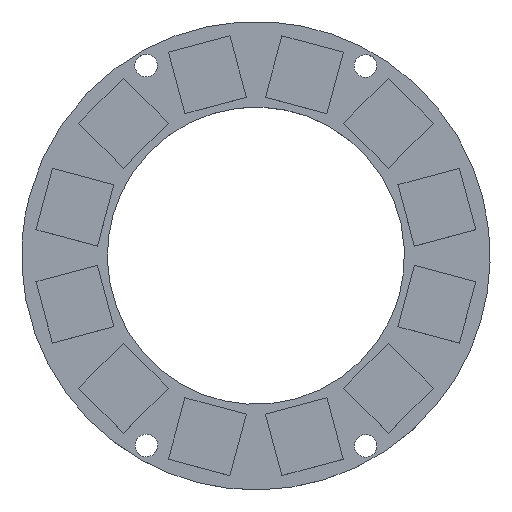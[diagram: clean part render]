
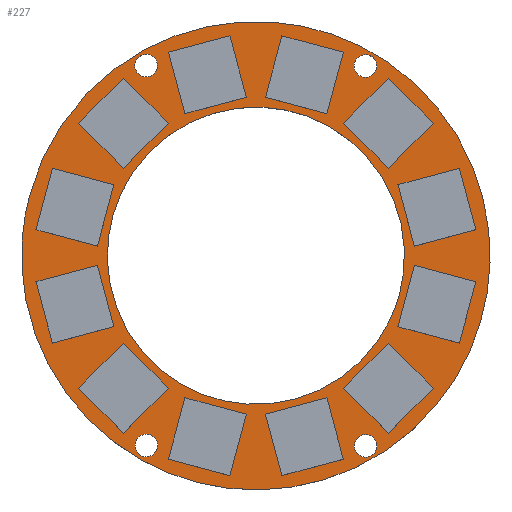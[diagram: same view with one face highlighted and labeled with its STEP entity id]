
A CAD part, top view. The second image highlights one B-rep face of the part: STEP entity #227.
In plain terms, the highlighted planar face has unit normal (0, 0, 1).
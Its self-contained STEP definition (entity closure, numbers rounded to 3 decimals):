
#211=FACE_BOUND('',#388,.T.);
#212=FACE_BOUND('',#389,.T.);
#213=FACE_BOUND('',#390,.T.);
#214=FACE_BOUND('',#391,.T.);
#215=FACE_BOUND('',#392,.T.);
#227=ADVANCED_FACE('',(#307,#211,#212,#213,#214,#215),#1083,.T.);
#307=FACE_OUTER_BOUND('',#387,.T.);
#387=EDGE_LOOP('',(#495));
#388=EDGE_LOOP('',(#496));
#389=EDGE_LOOP('',(#497));
#390=EDGE_LOOP('',(#498));
#391=EDGE_LOOP('',(#499));
#392=EDGE_LOOP('',(#500));
#495=ORIENTED_EDGE('',*,*,#795,.F.);
#496=ORIENTED_EDGE('',*,*,#798,.F.);
#497=ORIENTED_EDGE('',*,*,#801,.F.);
#498=ORIENTED_EDGE('',*,*,#804,.F.);
#499=ORIENTED_EDGE('',*,*,#807,.F.);
#500=ORIENTED_EDGE('',*,*,#810,.F.);
#795=EDGE_CURVE('',#975,#975,#957,.T.);
#798=EDGE_CURVE('',#977,#977,#960,.T.);
#801=EDGE_CURVE('',#979,#979,#963,.T.);
#804=EDGE_CURVE('',#981,#981,#966,.T.);
#807=EDGE_CURVE('',#983,#983,#969,.T.);
#810=EDGE_CURVE('',#985,#985,#972,.T.);
#957=(
BOUNDED_CURVE()
B_SPLINE_CURVE(2,(#1411,#1412,#1413,#1414,#1415,#1416,#1417,#1418,#1419),
 .UNSPECIFIED.,.T.,.F.)
B_SPLINE_CURVE_WITH_KNOTS((3,2,2,2,3),(-173.557,-144.631,
-115.705,-86.779,-57.852),.UNSPECIFIED.)
CURVE()
GEOMETRIC_REPRESENTATION_ITEM()
RATIONAL_B_SPLINE_CURVE((1.,0.707,1.,0.707,1.,0.707,
1.,0.707,1.))
REPRESENTATION_ITEM('')
);
#960=(
BOUNDED_CURVE()
B_SPLINE_CURVE(2,(#1431,#1432,#1433,#1434,#1435,#1436,#1437,#1438,#1439),
 .UNSPECIFIED.,.T.,.F.)
B_SPLINE_CURVE_WITH_KNOTS((3,2,2,2,3),(-57.852,-39.499,
-21.146,-2.793,15.56),.UNSPECIFIED.)
CURVE()
GEOMETRIC_REPRESENTATION_ITEM()
RATIONAL_B_SPLINE_CURVE((1.,0.707,1.,0.707,1.,0.707,
1.,0.707,1.))
REPRESENTATION_ITEM('')
);
#963=(
BOUNDED_CURVE()
B_SPLINE_CURVE(2,(#1451,#1452,#1453,#1454,#1455,#1456,#1457,#1458,#1459),
 .UNSPECIFIED.,.T.,.F.)
B_SPLINE_CURVE_WITH_KNOTS((3,2,2,2,3),(15.56,16.346,
17.131,17.917,18.702),.UNSPECIFIED.)
CURVE()
GEOMETRIC_REPRESENTATION_ITEM()
RATIONAL_B_SPLINE_CURVE((1.,0.707,1.,0.707,1.,0.707,
1.,0.707,1.))
REPRESENTATION_ITEM('')
);
#966=(
BOUNDED_CURVE()
B_SPLINE_CURVE(2,(#1471,#1472,#1473,#1474,#1475,#1476,#1477,#1478,#1479),
 .UNSPECIFIED.,.T.,.F.)
B_SPLINE_CURVE_WITH_KNOTS((3,2,2,2,3),(18.702,19.487,
20.273,21.058,21.843),.UNSPECIFIED.)
CURVE()
GEOMETRIC_REPRESENTATION_ITEM()
RATIONAL_B_SPLINE_CURVE((1.,0.707,1.,0.707,1.,0.707,
1.,0.707,1.))
REPRESENTATION_ITEM('')
);
#969=(
BOUNDED_CURVE()
B_SPLINE_CURVE(2,(#1491,#1492,#1493,#1494,#1495,#1496,#1497,#1498,#1499),
 .UNSPECIFIED.,.T.,.F.)
B_SPLINE_CURVE_WITH_KNOTS((3,2,2,2,3),(21.843,22.629,
23.414,24.2,24.985),.UNSPECIFIED.)
CURVE()
GEOMETRIC_REPRESENTATION_ITEM()
RATIONAL_B_SPLINE_CURVE((1.,0.707,1.,0.707,1.,0.707,
1.,0.707,1.))
REPRESENTATION_ITEM('')
);
#972=(
BOUNDED_CURVE()
B_SPLINE_CURVE(2,(#1511,#1512,#1513,#1514,#1515,#1516,#1517,#1518,#1519),
 .UNSPECIFIED.,.T.,.F.)
B_SPLINE_CURVE_WITH_KNOTS((3,2,2,2,3),(24.985,25.77,
26.556,27.341,28.127),.UNSPECIFIED.)
CURVE()
GEOMETRIC_REPRESENTATION_ITEM()
RATIONAL_B_SPLINE_CURVE((1.,0.707,1.,0.707,1.,0.707,
1.,0.707,1.))
REPRESENTATION_ITEM('')
);
#975=VERTEX_POINT('',#1399);
#977=VERTEX_POINT('',#1401);
#979=VERTEX_POINT('',#1403);
#981=VERTEX_POINT('',#1405);
#983=VERTEX_POINT('',#1407);
#985=VERTEX_POINT('',#1409);
#1083=PLANE('',#1167);
#1167=AXIS2_PLACEMENT_3D('',#1397,#1228,$);
#1228=DIRECTION('',(0.,0.,1.));
#1397=CARTESIAN_POINT('',(33.126,-15.047,7.3));
#1399=CARTESIAN_POINT('',(-0.936,17.914,7.3));
#1401=CARTESIAN_POINT('',(28.137,10.122,7.3));
#1403=CARTESIAN_POINT('',(26.325,27.832,7.3));
#1405=CARTESIAN_POINT('',(9.082,27.864,7.3));
#1407=CARTESIAN_POINT('',(9.097,-2.004,7.3));
#1409=CARTESIAN_POINT('',(26.34,-2.036,7.3));
#1411=CARTESIAN_POINT('',(-0.936,17.914,7.3));
#1412=CARTESIAN_POINT('',(3.832,35.701,7.3));
#1413=CARTESIAN_POINT('',(21.619,30.934,7.3));
#1414=CARTESIAN_POINT('',(39.406,26.166,7.3));
#1415=CARTESIAN_POINT('',(34.638,8.379,7.3));
#1416=CARTESIAN_POINT('',(29.871,-9.408,7.3));
#1417=CARTESIAN_POINT('',(12.084,-4.641,7.3));
#1418=CARTESIAN_POINT('',(-5.704,0.127,7.3));
#1419=CARTESIAN_POINT('',(-0.936,17.914,7.3));
#1431=CARTESIAN_POINT('',(28.137,10.122,7.3));
#1432=CARTESIAN_POINT('',(31.162,21.407,7.3));
#1433=CARTESIAN_POINT('',(19.876,24.432,7.3));
#1434=CARTESIAN_POINT('',(8.591,27.457,7.3));
#1435=CARTESIAN_POINT('',(5.566,16.172,7.3));
#1436=CARTESIAN_POINT('',(2.541,4.886,7.3));
#1437=CARTESIAN_POINT('',(13.826,1.861,7.3));
#1438=CARTESIAN_POINT('',(25.112,-1.164,7.3));
#1439=CARTESIAN_POINT('',(28.137,10.122,7.3));
#1451=CARTESIAN_POINT('',(26.325,27.832,7.3));
#1452=CARTESIAN_POINT('',(26.555,28.69,7.3));
#1453=CARTESIAN_POINT('',(25.696,28.921,7.3));
#1454=CARTESIAN_POINT('',(24.837,29.151,7.3));
#1455=CARTESIAN_POINT('',(24.607,28.292,7.3));
#1456=CARTESIAN_POINT('',(24.377,27.433,7.3));
#1457=CARTESIAN_POINT('',(25.236,27.203,7.3));
#1458=CARTESIAN_POINT('',(26.094,26.973,7.3));
#1459=CARTESIAN_POINT('',(26.325,27.832,7.3));
#1471=CARTESIAN_POINT('',(9.082,27.864,7.3));
#1472=CARTESIAN_POINT('',(9.312,28.723,7.3));
#1473=CARTESIAN_POINT('',(8.454,28.953,7.3));
#1474=CARTESIAN_POINT('',(7.595,29.183,7.3));
#1475=CARTESIAN_POINT('',(7.365,28.324,7.3));
#1476=CARTESIAN_POINT('',(7.135,27.466,7.3));
#1477=CARTESIAN_POINT('',(7.993,27.235,7.3));
#1478=CARTESIAN_POINT('',(8.852,27.005,7.3));
#1479=CARTESIAN_POINT('',(9.082,27.864,7.3));
#1491=CARTESIAN_POINT('',(9.097,-2.004,7.3));
#1492=CARTESIAN_POINT('',(9.327,-1.145,7.3));
#1493=CARTESIAN_POINT('',(8.468,-0.915,7.3));
#1494=CARTESIAN_POINT('',(7.609,-0.684,7.3));
#1495=CARTESIAN_POINT('',(7.379,-1.543,7.3));
#1496=CARTESIAN_POINT('',(7.149,-2.402,7.3));
#1497=CARTESIAN_POINT('',(8.008,-2.632,7.3));
#1498=CARTESIAN_POINT('',(8.866,-2.862,7.3));
#1499=CARTESIAN_POINT('',(9.097,-2.004,7.3));
#1511=CARTESIAN_POINT('',(26.34,-2.036,7.3));
#1512=CARTESIAN_POINT('',(26.57,-1.177,7.3));
#1513=CARTESIAN_POINT('',(25.712,-0.947,7.3));
#1514=CARTESIAN_POINT('',(24.853,-0.716,7.3));
#1515=CARTESIAN_POINT('',(24.623,-1.575,7.3));
#1516=CARTESIAN_POINT('',(24.393,-2.434,7.3));
#1517=CARTESIAN_POINT('',(25.251,-2.664,7.3));
#1518=CARTESIAN_POINT('',(26.11,-2.894,7.3));
#1519=CARTESIAN_POINT('',(26.34,-2.036,7.3));
